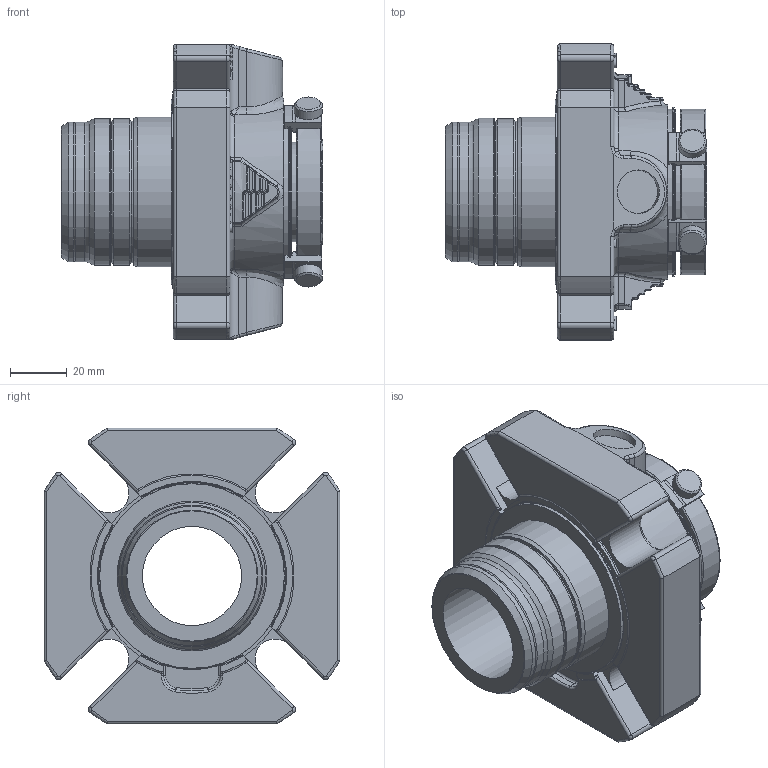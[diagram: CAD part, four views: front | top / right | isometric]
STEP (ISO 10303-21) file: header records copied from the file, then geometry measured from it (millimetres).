
FILE_DESCRIPTION(/* description */ ('Unknown'),/* implementation_level */ '2;1');
FILE_NAME(/* name */ '1.375',/* time_stamp */ '2023-01-30T12:19:20+00:00',/* author */ ('Unknown'),/* organization */ ('Unknown'),/* preprocessor_version */ 'ST-DEVELOPER v16.7',/* originating_system */ 'Solid Edge',/* authorisation */ 'Unknown');
FILE_SCHEMA (('AUTOMOTIVE_DESIGN {1 0 10303 214 3 1 1}'));
Length unit declared in the file: millimetre
Products named in the file (1): 1.375
Bounding box: 92 x 104.14 x 104.14 mm (x, y, z)
Volume: 277169.3 mm3; surface area: 58813.9 mm2
Topology: 1 solids, 1 shells, 1065 faces, 2728 edges, 1689 vertices
Faces by surface type: cylinder 401, plane 322, torus 141, bspline 122, cone 41, sphere 38
Full cylindrical faces by diameter (mm): 3.628 x2, 9.89 x4, 15.342 x2, 34.925 x1, 35.027 x1, 36.982 x1, 49.073 x2, 49.733 x2, 51.791 x1, 51.816 x1, 52.756 x1, 58.166 x3, 59.69 x1, 62.154 x1, 65 x1, 65.1 x1, 65.507 x1, 65.761 x1
Entity records: 41340 total; most frequent: CARTESIAN_POINT 8905, ORIENTED_EDGE 5262, DIRECTION 5153, EDGE_CURVE 2631, AXIS2_PLACEMENT_3D 1982, VERTEX_POINT 1668, LINE 1189, VECTOR 1189
